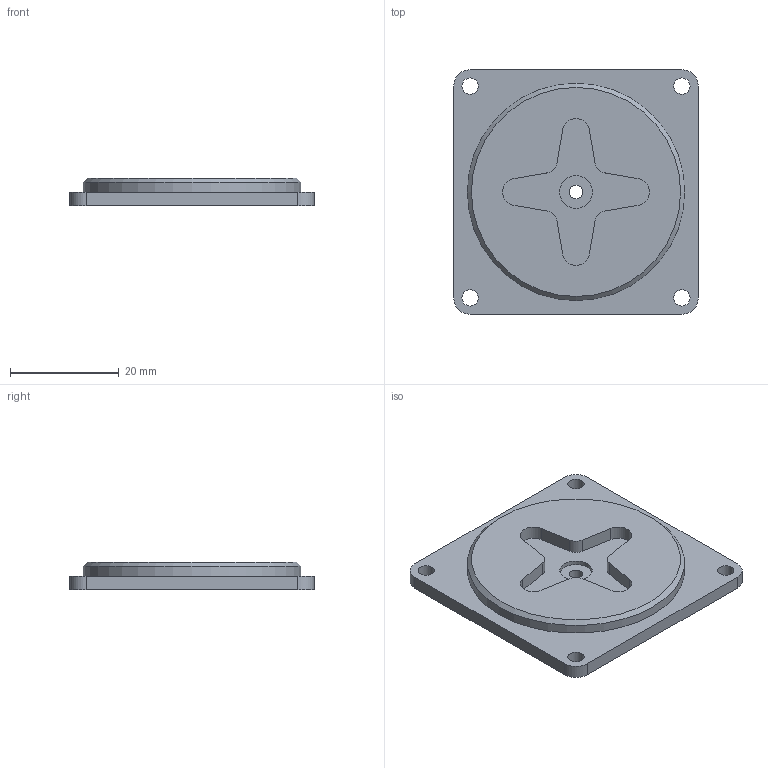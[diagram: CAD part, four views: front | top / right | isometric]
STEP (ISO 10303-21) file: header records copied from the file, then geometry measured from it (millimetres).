
FILE_DESCRIPTION(/* description */ (''),/* implementation_level */ '2;1');
FILE_NAME(/* name */ 'Servo Base v4.step',/* time_stamp */ '2025-04-08T18:14:11+10:00',/* author */ (''),/* organization */ (''),/* preprocessor_version */ 'ST-DEVELOPER v20.1',/* originating_system */ 'Autodesk Translation Framework v14.4.0.0',/* authorisation */ '');
FILE_SCHEMA (('AUTOMOTIVE_DESIGN { 1 0 10303 214 3 1 1 }'));
Length unit declared in the file: millimetre
Products named in the file (1): Servo Base
Bounding box: 45 x 45 x 5 mm (x, y, z)
Volume: 7348.5 mm3; surface area: 5007.9 mm2
Topology: 1 solids, 1 shells, 37 faces, 95 edges, 63 vertices
Faces by surface type: cylinder 19, plane 17, cone 1
Full cylindrical faces by diameter (mm): 2.5 x1, 3 x4, 6 x1, 40 x1
Entity records: 1200 total; most frequent: DIRECTION 210, CARTESIAN_POINT 196, ORIENTED_EDGE 190, EDGE_CURVE 95, AXIS2_PLACEMENT_3D 77, VERTEX_POINT 63, LINE 56, VECTOR 56
